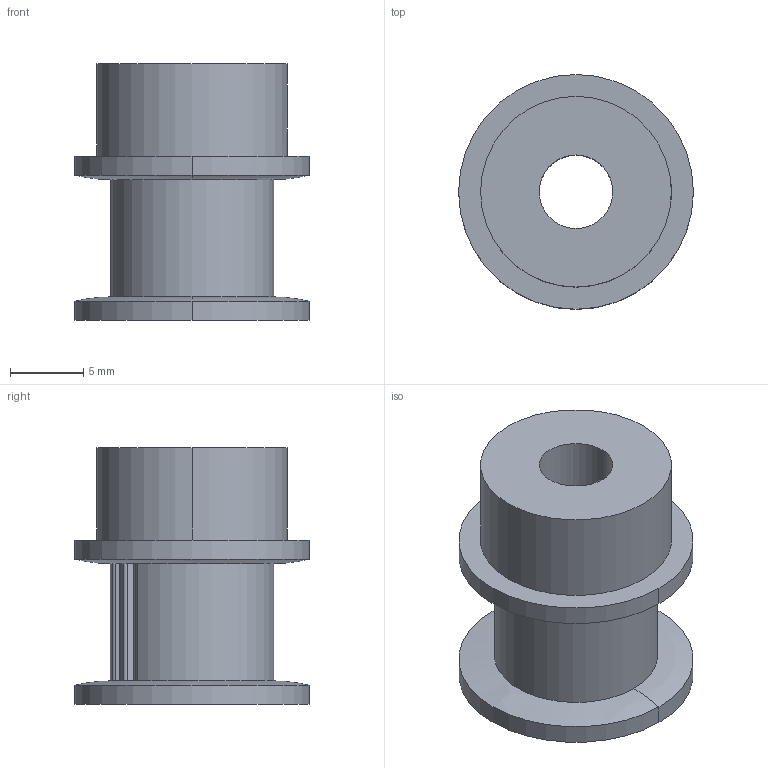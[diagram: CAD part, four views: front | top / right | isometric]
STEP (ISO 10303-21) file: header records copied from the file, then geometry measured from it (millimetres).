
FILE_DESCRIPTION((''),'2;1');
FILE_NAME('81366','2013-01-15T',('carefree'),(''),'PRO/ENGINEER BY PARAMETRIC TECHNOLOGY CORPORATION, 2005030','PRO/ENGINEER BY PARAMETRIC TECHNOLOGY CORPORATION, 2005030','');
FILE_SCHEMA(('CONFIG_CONTROL_DESIGN'));
Length unit declared in the file: millimetre
Products named in the file (1): 81366
Bounding box: 16 x 16 x 17.5 mm (x, y, z)
Volume: 1876.2 mm3; surface area: 1541.1 mm2
Topology: 1 solids, 1 shells, 33 faces, 80 edges, 48 vertices
Faces by surface type: cylinder 16, plane 13, bspline 4
Entity records: 1148 total; most frequent: CARTESIAN_POINT 321, DIRECTION 174, ORIENTED_EDGE 160, EDGE_CURVE 80, AXIS2_PLACEMENT_3D 69, VERTEX_POINT 48, CIRCLE 40, VECTOR 36
